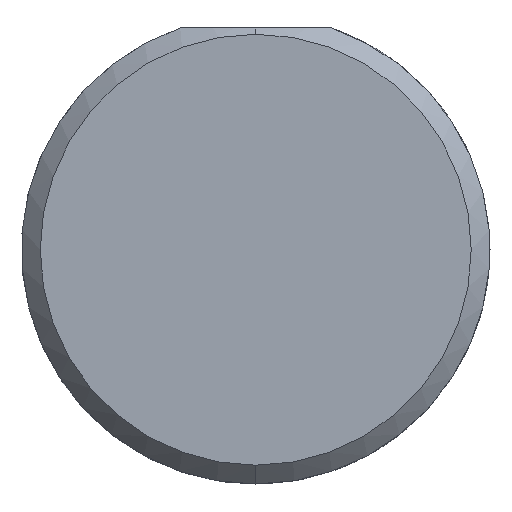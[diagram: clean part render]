
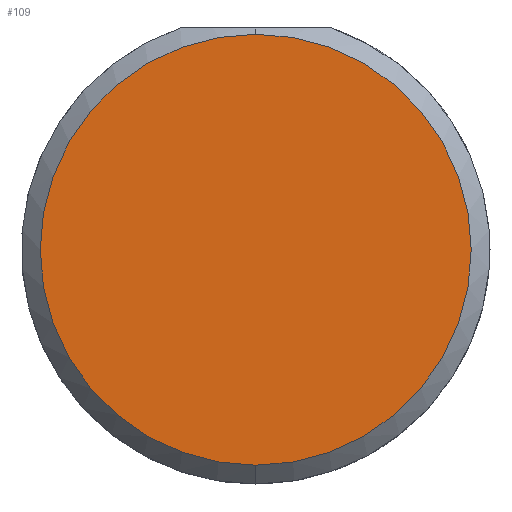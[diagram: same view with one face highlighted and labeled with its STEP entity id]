
A CAD part, left-side view. The second image highlights one B-rep face of the part: STEP entity #109.
In plain terms, the highlighted planar face has unit normal (-1, 0, 0).
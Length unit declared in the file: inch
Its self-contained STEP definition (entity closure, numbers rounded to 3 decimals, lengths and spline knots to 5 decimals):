
#20 = DIRECTION ( 'NONE',  ( -1., 0., 0. ) ) ;
#43 = PLANE ( 'NONE',  #296 ) ;
#47 = CARTESIAN_POINT ( 'NONE',  ( 0., 0., 0. ) ) ;
#65 = ORIENTED_EDGE ( 'NONE', *, *, #855, .T. ) ;
#109 = ADVANCED_FACE ( 'NONE', ( #492 ), #43, .F. ) ;
#115 = DIRECTION ( 'NONE',  ( -1., 0., 0. ) ) ;
#296 = AXIS2_PLACEMENT_3D ( 'NONE', #47, #422, #906 ) ;
#373 = CARTESIAN_POINT ( 'NONE',  ( 0., 0., -0.17235 ) ) ;
#381 = CARTESIAN_POINT ( 'NONE',  ( 0., 0., 0. ) ) ;
#392 = CIRCLE ( 'NONE', #915, 0.17235 ) ;
#422 = DIRECTION ( 'NONE',  ( 1., 0., 0. ) ) ;
#435 = ORIENTED_EDGE ( 'NONE', *, *, #618, .T. ) ;
#492 = FACE_OUTER_BOUND ( 'NONE', #865, .T. ) ;
#540 = VERTEX_POINT ( 'NONE', #543 ) ;
#543 = CARTESIAN_POINT ( 'NONE',  ( 0., 0., 0.17235 ) ) ;
#586 = DIRECTION ( 'NONE',  ( 0., 0., 1. ) ) ;
#618 = EDGE_CURVE ( 'NONE', #540, #833, #711, .T. ) ;
#638 = DIRECTION ( 'NONE',  ( 0., 0., 1. ) ) ;
#711 = CIRCLE ( 'NONE', #828, 0.17235 ) ;
#762 = CARTESIAN_POINT ( 'NONE',  ( 0., 0., 0. ) ) ;
#828 = AXIS2_PLACEMENT_3D ( 'NONE', #762, #115, #638 ) ;
#833 = VERTEX_POINT ( 'NONE', #373 ) ;
#855 = EDGE_CURVE ( 'NONE', #833, #540, #392, .T. ) ;
#865 = EDGE_LOOP ( 'NONE', ( #65, #435 ) ) ;
#906 = DIRECTION ( 'NONE',  ( 0., 0., -1. ) ) ;
#915 = AXIS2_PLACEMENT_3D ( 'NONE', #381, #20, #586 ) ;
